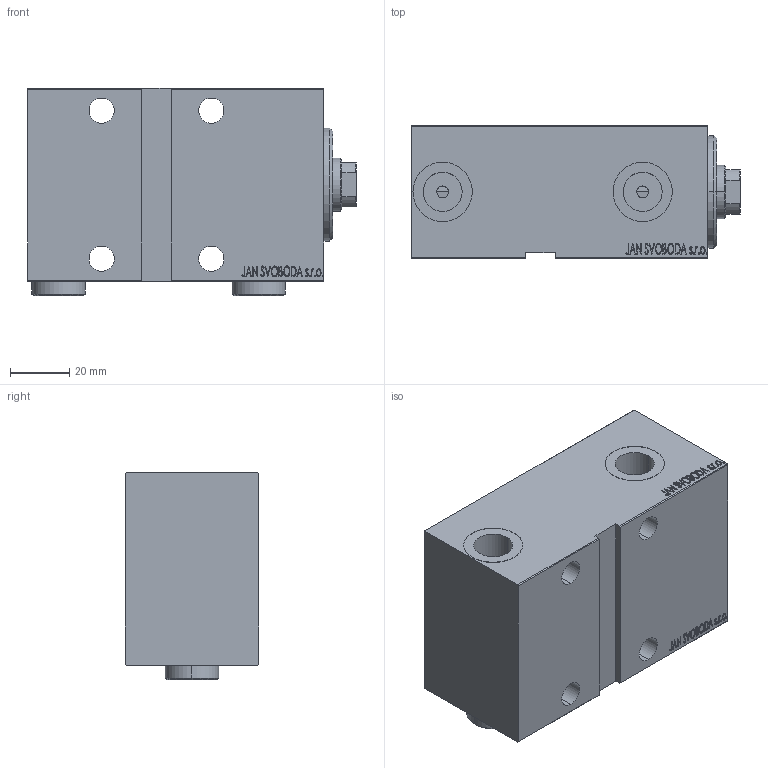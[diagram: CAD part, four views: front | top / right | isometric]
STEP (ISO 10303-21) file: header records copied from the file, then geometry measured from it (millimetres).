
FILE_DESCRIPTION (( 'STEP AP203' ), '1' );
FILE_NAME ('27a3.STEP', '2024-05-30T06:32:30', ( '' ), ( '' ), 'SwSTEP 2.0', 'SolidWorks 2019', '' );
FILE_SCHEMA (( 'CONFIG_CONTROL_DESIGN' ));
Length unit declared in the file: millimetre
Products named in the file (5): V450CM_VC_B a3d34ce992b11bf7ffa2a33d15a45b63; V450CM_E_VCP a3d34ce992b11bf7ffa2a33d15a45b63; V450CM_E_Body a3d34ce992b11bf7ffa2a33d15a45b63; 27a3; Zatka_OIL_PORT a3d34ce992b11bf7ffa2a33d15a45b63
Assembly tree (5 placements, depth 2):
  27a3
    V450CM_E_Body a3d34ce992b11bf7ffa2a33d15a45b63
    V450CM_E_VCP a3d34ce992b11bf7ffa2a33d15a45b63
    V450CM_VC_B a3d34ce992b11bf7ffa2a33d15a45b63
    Zatka_OIL_PORT a3d34ce992b11bf7ffa2a33d15a45b63  x2
Bounding box: 111 x 45 x 69.9 mm (x, y, z)
Volume: 266039.5 mm3; surface area: 57533.6 mm2
Topology: 5 solids, 5 shells, 910 faces, 2322 edges, 1533 vertices
Faces by surface type: plane 444, bspline 380, cylinder 68, cone 18
Entity records: 44475 total; most frequent: CARTESIAN_POINT 24772, ORIENTED_EDGE 4560, DIRECTION 2684, EDGE_CURVE 2280, VERTEX_POINT 1509, VECTOR 1362, LINE 1362, EDGE_LOOP 1021
